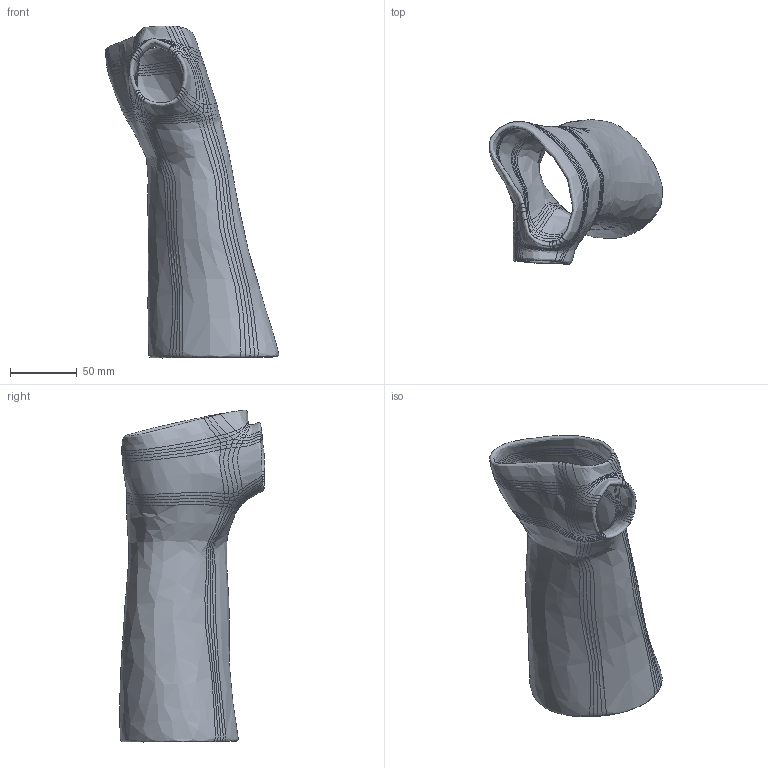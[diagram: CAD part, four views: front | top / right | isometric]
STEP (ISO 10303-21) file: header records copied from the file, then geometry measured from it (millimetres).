
FILE_DESCRIPTION(('CATIA V5 STEP Exchange'),'2;1');
FILE_NAME('O.stp','2024-04-04T18:17:20+00:00',('none'),('none'),'CATIA Version 5 Release 20 GA (IN-10)','CATIA V5 STEP AP203','none');
FILE_SCHEMA(('CONFIG_CONTROL_DESIGN'));
Length unit declared in the file: millimetre
Products named in the file (1): Top
Bounding box: 130.25 x 109.03 x 249.46 mm (x, y, z)
Volume: 267950.2 mm3; surface area: 117971.5 mm2
Topology: 1 solids, 1 shells, 240 faces, 482 edges, 240 vertices
Faces by surface type: bspline 240
Entity records: 13948 total; most frequent: CARTESIAN_POINT 10771, ORIENTED_EDGE 964, B_SPLINE_CURVE_WITH_KNOTS 482, EDGE_CURVE 482, ADVANCED_FACE 240, B_SPLINE_SURFACE_WITH_KNOTS 240, EDGE_LOOP 240, FACE_OUTER_BOUND 240
